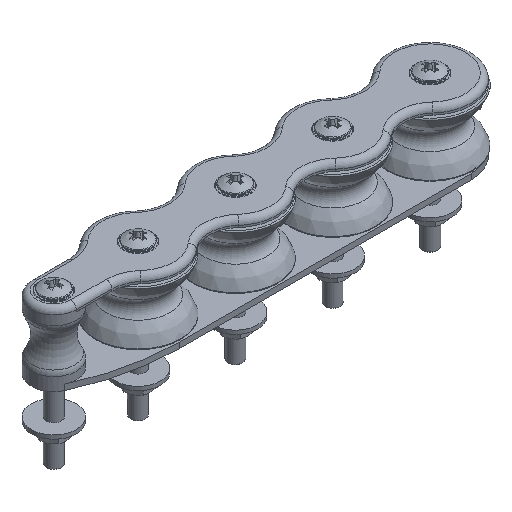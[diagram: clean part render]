
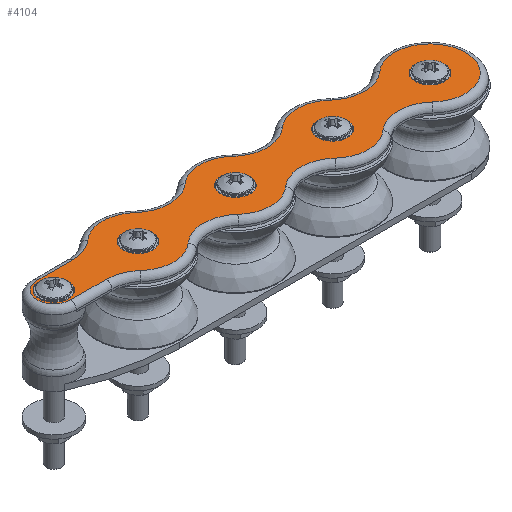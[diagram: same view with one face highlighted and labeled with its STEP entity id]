
A CAD part, isometric view. The second image highlights one B-rep face of the part: STEP entity #4104.
In plain terms, the highlighted planar face has unit normal (0, 0, 1).
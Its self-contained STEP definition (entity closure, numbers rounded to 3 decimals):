
#173=LINE('',#6569,#377);
#174=LINE('',#6573,#378);
#377=VECTOR('',#5123,19.);
#378=VECTOR('',#5126,19.);
#677=FACE_BOUND('',#1132,.T.);
#678=FACE_BOUND('',#1133,.T.);
#679=FACE_BOUND('',#1134,.T.);
#680=FACE_BOUND('',#1135,.T.);
#681=FACE_BOUND('',#1136,.T.);
#829=FACE_OUTER_BOUND('',#1131,.T.);
#1131=EDGE_LOOP('',(#2948,#2949,#2950,#2951,#2952,#2953,#2954,#2955,#2956,
#2957,#2958,#2959,#2960,#2961,#2962,#2963,#2964,#2965));
#1132=EDGE_LOOP('',(#2966));
#1133=EDGE_LOOP('',(#2967));
#1134=EDGE_LOOP('',(#2968));
#1135=EDGE_LOOP('',(#2969));
#1136=EDGE_LOOP('',(#2970));
#1495=CIRCLE('',#4389,7.85);
#1512=CIRCLE('',#4430,19.);
#1513=CIRCLE('',#4431,19.8);
#1514=CIRCLE('',#4432,9.);
#1515=CIRCLE('',#4433,19.8);
#1516=CIRCLE('',#4434,19.);
#1517=CIRCLE('',#4435,19.8);
#1518=CIRCLE('',#4436,19.);
#1519=CIRCLE('',#4437,19.8);
#1520=CIRCLE('',#4438,19.);
#1521=CIRCLE('',#4439,19.8);
#1522=CIRCLE('',#4440,19.);
#1523=CIRCLE('',#4441,19.8);
#1524=CIRCLE('',#4442,19.);
#1525=CIRCLE('',#4443,19.8);
#1526=CIRCLE('',#4444,19.);
#1527=CIRCLE('',#4445,19.8);
#1528=CIRCLE('',#4446,7.85);
#1529=CIRCLE('',#4447,7.85);
#1530=CIRCLE('',#4448,7.85);
#1531=CIRCLE('',#4449,7.85);
#1808=VERTEX_POINT('',#6445);
#1829=VERTEX_POINT('',#6563);
#1830=VERTEX_POINT('',#6564);
#1831=VERTEX_POINT('',#6566);
#1832=VERTEX_POINT('',#6568);
#1833=VERTEX_POINT('',#6570);
#1834=VERTEX_POINT('',#6572);
#1835=VERTEX_POINT('',#6574);
#1836=VERTEX_POINT('',#6576);
#1837=VERTEX_POINT('',#6578);
#1838=VERTEX_POINT('',#6580);
#1839=VERTEX_POINT('',#6582);
#1840=VERTEX_POINT('',#6584);
#1841=VERTEX_POINT('',#6586);
#1842=VERTEX_POINT('',#6588);
#1843=VERTEX_POINT('',#6590);
#1844=VERTEX_POINT('',#6592);
#1845=VERTEX_POINT('',#6594);
#1846=VERTEX_POINT('',#6596);
#1847=VERTEX_POINT('',#6599);
#1848=VERTEX_POINT('',#6601);
#1849=VERTEX_POINT('',#6603);
#1850=VERTEX_POINT('',#6605);
#2237=EDGE_CURVE('',#1808,#1808,#1495,.T.);
#2274=EDGE_CURVE('',#1829,#1830,#1512,.T.);
#2275=EDGE_CURVE('',#1831,#1829,#1513,.T.);
#2276=EDGE_CURVE('',#1832,#1831,#173,.T.);
#2277=EDGE_CURVE('',#1833,#1832,#1514,.T.);
#2278=EDGE_CURVE('',#1834,#1833,#174,.T.);
#2279=EDGE_CURVE('',#1835,#1834,#1515,.T.);
#2280=EDGE_CURVE('',#1836,#1835,#1516,.T.);
#2281=EDGE_CURVE('',#1837,#1836,#1517,.T.);
#2282=EDGE_CURVE('',#1838,#1837,#1518,.T.);
#2283=EDGE_CURVE('',#1839,#1838,#1519,.T.);
#2284=EDGE_CURVE('',#1840,#1839,#1520,.T.);
#2285=EDGE_CURVE('',#1841,#1840,#1521,.T.);
#2286=EDGE_CURVE('',#1842,#1841,#1522,.T.);
#2287=EDGE_CURVE('',#1843,#1842,#1523,.T.);
#2288=EDGE_CURVE('',#1844,#1843,#1524,.T.);
#2289=EDGE_CURVE('',#1845,#1844,#1525,.T.);
#2290=EDGE_CURVE('',#1846,#1845,#1526,.T.);
#2291=EDGE_CURVE('',#1830,#1846,#1527,.T.);
#2292=EDGE_CURVE('',#1847,#1847,#1528,.T.);
#2293=EDGE_CURVE('',#1848,#1848,#1529,.T.);
#2294=EDGE_CURVE('',#1849,#1849,#1530,.T.);
#2295=EDGE_CURVE('',#1850,#1850,#1531,.T.);
#2948=ORIENTED_EDGE('',*,*,#2274,.F.);
#2949=ORIENTED_EDGE('',*,*,#2275,.F.);
#2950=ORIENTED_EDGE('',*,*,#2276,.F.);
#2951=ORIENTED_EDGE('',*,*,#2277,.F.);
#2952=ORIENTED_EDGE('',*,*,#2278,.F.);
#2953=ORIENTED_EDGE('',*,*,#2279,.F.);
#2954=ORIENTED_EDGE('',*,*,#2280,.F.);
#2955=ORIENTED_EDGE('',*,*,#2281,.F.);
#2956=ORIENTED_EDGE('',*,*,#2282,.F.);
#2957=ORIENTED_EDGE('',*,*,#2283,.F.);
#2958=ORIENTED_EDGE('',*,*,#2284,.F.);
#2959=ORIENTED_EDGE('',*,*,#2285,.F.);
#2960=ORIENTED_EDGE('',*,*,#2286,.F.);
#2961=ORIENTED_EDGE('',*,*,#2287,.F.);
#2962=ORIENTED_EDGE('',*,*,#2288,.F.);
#2963=ORIENTED_EDGE('',*,*,#2289,.F.);
#2964=ORIENTED_EDGE('',*,*,#2290,.F.);
#2965=ORIENTED_EDGE('',*,*,#2291,.F.);
#2966=ORIENTED_EDGE('',*,*,#2237,.T.);
#2967=ORIENTED_EDGE('',*,*,#2292,.T.);
#2968=ORIENTED_EDGE('',*,*,#2293,.T.);
#2969=ORIENTED_EDGE('',*,*,#2294,.T.);
#2970=ORIENTED_EDGE('',*,*,#2295,.T.);
#3946=PLANE('',#4429);
#4104=ADVANCED_FACE('',(#829,#677,#678,#679,#680,#681),#3946,.T.);
#4389=AXIS2_PLACEMENT_3D('',#6446,#5021,#5022);
#4429=AXIS2_PLACEMENT_3D('',#6562,#5117,#5118);
#4430=AXIS2_PLACEMENT_3D('',#6565,#5119,#5120);
#4431=AXIS2_PLACEMENT_3D('',#6567,#5121,#5122);
#4432=AXIS2_PLACEMENT_3D('',#6571,#5124,#5125);
#4433=AXIS2_PLACEMENT_3D('',#6575,#5127,#5128);
#4434=AXIS2_PLACEMENT_3D('',#6577,#5129,#5130);
#4435=AXIS2_PLACEMENT_3D('',#6579,#5131,#5132);
#4436=AXIS2_PLACEMENT_3D('',#6581,#5133,#5134);
#4437=AXIS2_PLACEMENT_3D('',#6583,#5135,#5136);
#4438=AXIS2_PLACEMENT_3D('',#6585,#5137,#5138);
#4439=AXIS2_PLACEMENT_3D('',#6587,#5139,#5140);
#4440=AXIS2_PLACEMENT_3D('',#6589,#5141,#5142);
#4441=AXIS2_PLACEMENT_3D('',#6591,#5143,#5144);
#4442=AXIS2_PLACEMENT_3D('',#6593,#5145,#5146);
#4443=AXIS2_PLACEMENT_3D('',#6595,#5147,#5148);
#4444=AXIS2_PLACEMENT_3D('',#6597,#5149,#5150);
#4445=AXIS2_PLACEMENT_3D('',#6598,#5151,#5152);
#4446=AXIS2_PLACEMENT_3D('',#6600,#5153,#5154);
#4447=AXIS2_PLACEMENT_3D('',#6602,#5155,#5156);
#4448=AXIS2_PLACEMENT_3D('',#6604,#5157,#5158);
#4449=AXIS2_PLACEMENT_3D('',#6606,#5159,#5160);
#5021=DIRECTION('center_axis',(0.,0.,-1.));
#5022=DIRECTION('ref_axis',(-1.,0.,0.));
#5117=DIRECTION('center_axis',(0.,0.,1.));
#5118=DIRECTION('ref_axis',(1.,0.,0.));
#5119=DIRECTION('center_axis',(0.,0.,-1.));
#5120=DIRECTION('ref_axis',(0.,1.,0.));
#5121=DIRECTION('center_axis',(0.,0.,1.));
#5122=DIRECTION('ref_axis',(0.359,-0.933,0.));
#5123=DIRECTION('',(1.,0.,0.));
#5124=DIRECTION('center_axis',(0.,0.,-1.));
#5125=DIRECTION('ref_axis',(-1.,0.,0.));
#5126=DIRECTION('',(-1.,0.,0.));
#5127=DIRECTION('center_axis',(0.,0.,1.));
#5128=DIRECTION('ref_axis',(0.359,0.933,0.));
#5129=DIRECTION('center_axis',(0.,0.,-1.));
#5130=DIRECTION('ref_axis',(0.,-1.,0.));
#5131=DIRECTION('center_axis',(0.,0.,1.));
#5132=DIRECTION('ref_axis',(0.,1.,0.));
#5133=DIRECTION('center_axis',(0.,0.,-1.));
#5134=DIRECTION('ref_axis',(0.,-1.,0.));
#5135=DIRECTION('center_axis',(0.,0.,1.));
#5136=DIRECTION('ref_axis',(0.,1.,0.));
#5137=DIRECTION('center_axis',(0.,0.,-1.));
#5138=DIRECTION('ref_axis',(0.,-1.,0.));
#5139=DIRECTION('center_axis',(0.,0.,1.));
#5140=DIRECTION('ref_axis',(0.,1.,0.));
#5141=DIRECTION('center_axis',(0.,0.,-1.));
#5142=DIRECTION('ref_axis',(1.,0.,0.));
#5143=DIRECTION('center_axis',(0.,0.,1.));
#5144=DIRECTION('ref_axis',(0.,-1.,0.));
#5145=DIRECTION('center_axis',(0.,0.,-1.));
#5146=DIRECTION('ref_axis',(0.,1.,0.));
#5147=DIRECTION('center_axis',(0.,0.,1.));
#5148=DIRECTION('ref_axis',(0.,-1.,0.));
#5149=DIRECTION('center_axis',(0.,0.,-1.));
#5150=DIRECTION('ref_axis',(0.,1.,0.));
#5151=DIRECTION('center_axis',(0.,0.,1.));
#5152=DIRECTION('ref_axis',(0.,-1.,0.));
#5153=DIRECTION('center_axis',(0.,0.,-1.));
#5154=DIRECTION('ref_axis',(-1.,0.,0.));
#5155=DIRECTION('center_axis',(0.,0.,-1.));
#5156=DIRECTION('ref_axis',(-1.,0.,0.));
#5157=DIRECTION('center_axis',(0.,0.,-1.));
#5158=DIRECTION('ref_axis',(-1.,0.,0.));
#5159=DIRECTION('center_axis',(0.,0.,-1.));
#5160=DIRECTION('ref_axis',(-1.,0.,0.));
#6445=CARTESIAN_POINT('',(-148.15,0.,38.5));
#6446=CARTESIAN_POINT('Origin',(-156.,0.,38.5));
#6562=CARTESIAN_POINT('Origin',(-93.079,0.,
38.5));
#6563=CARTESIAN_POINT('',(-168.732,14.103,38.5));
#6564=CARTESIAN_POINT('',(-143.268,14.103,38.5));
#6565=CARTESIAN_POINT('Origin',(-156.,0.,38.5));
#6566=CARTESIAN_POINT('',(-182.,9.,38.5));
#6567=CARTESIAN_POINT('Origin',(-182.,28.8,38.5));
#6568=CARTESIAN_POINT('',(-201.,9.,38.5));
#6569=CARTESIAN_POINT('',(-137.54,9.,38.5));
#6570=CARTESIAN_POINT('',(-201.,-9.,38.5));
#6571=CARTESIAN_POINT('Origin',(-201.,0.,38.5));
#6572=CARTESIAN_POINT('',(-182.,-9.,38.5));
#6573=CARTESIAN_POINT('',(-147.04,-9.,38.5));
#6574=CARTESIAN_POINT('',(-168.732,-14.103,38.5));
#6575=CARTESIAN_POINT('Origin',(-182.,-28.8,38.5));
#6576=CARTESIAN_POINT('',(-143.268,-14.103,38.5));
#6577=CARTESIAN_POINT('Origin',(-156.,0.,38.5));
#6578=CARTESIAN_POINT('',(-116.732,-14.103,38.5));
#6579=CARTESIAN_POINT('Origin',(-130.,-28.8,38.5));
#6580=CARTESIAN_POINT('',(-91.268,-14.103,38.5));
#6581=CARTESIAN_POINT('Origin',(-104.,0.,38.5));
#6582=CARTESIAN_POINT('',(-64.732,-14.103,38.5));
#6583=CARTESIAN_POINT('Origin',(-78.,-28.8,38.5));
#6584=CARTESIAN_POINT('',(-39.268,-14.103,38.5));
#6585=CARTESIAN_POINT('Origin',(-52.,0.,
38.5));
#6586=CARTESIAN_POINT('',(-12.732,-14.103,38.5));
#6587=CARTESIAN_POINT('Origin',(-26.,-28.8,38.5));
#6588=CARTESIAN_POINT('',(-12.732,14.103,38.5));
#6589=CARTESIAN_POINT('Origin',(0.,0.,
38.5));
#6590=CARTESIAN_POINT('',(-39.268,14.103,38.5));
#6591=CARTESIAN_POINT('Origin',(-26.,28.8,38.5));
#6592=CARTESIAN_POINT('',(-64.732,14.103,38.5));
#6593=CARTESIAN_POINT('Origin',(-52.,0.,
38.5));
#6594=CARTESIAN_POINT('',(-91.268,14.103,38.5));
#6595=CARTESIAN_POINT('Origin',(-78.,28.8,38.5));
#6596=CARTESIAN_POINT('',(-116.732,14.103,38.5));
#6597=CARTESIAN_POINT('Origin',(-104.,0.,38.5));
#6598=CARTESIAN_POINT('Origin',(-130.,28.8,38.5));
#6599=CARTESIAN_POINT('',(-44.15,0.,38.5));
#6600=CARTESIAN_POINT('Origin',(-52.,0.,
38.5));
#6601=CARTESIAN_POINT('',(-193.15,0.,38.5));
#6602=CARTESIAN_POINT('Origin',(-201.,0.,38.5));
#6603=CARTESIAN_POINT('',(7.85,0.,38.5));
#6604=CARTESIAN_POINT('Origin',(0.,0.,
38.5));
#6605=CARTESIAN_POINT('',(-96.15,0.,38.5));
#6606=CARTESIAN_POINT('Origin',(-104.,0.,38.5));
